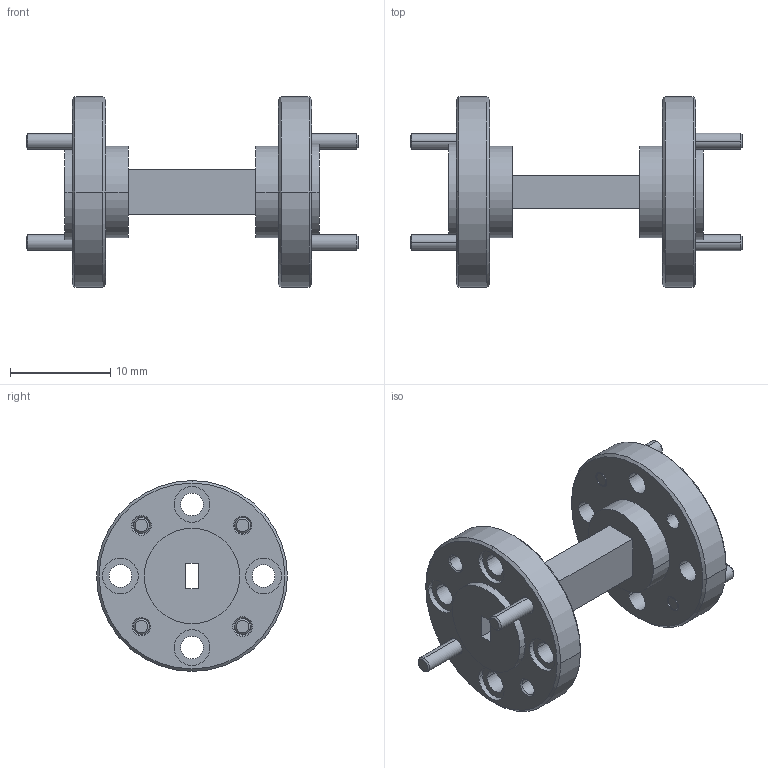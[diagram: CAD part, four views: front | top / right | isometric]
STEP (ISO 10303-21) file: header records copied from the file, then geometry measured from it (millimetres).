
FILE_DESCRIPTION (( 'STEP AP203' ), '1' );
FILE_NAME ('SWG-10010-FB.STEP', '2017-06-06T17:38:30', ( '' ), ( '' ), 'SwSTEP 2.0', 'SolidWorks 2013', '' );
FILE_SCHEMA (( 'CONFIG_CONTROL_DESIGN' ));
Length unit declared in the file: inch
Products named in the file (1): SWG-10010-FB
Bounding box: 33.15 x 19.05 x 19.05 mm (x, y, z)
Volume: 2269.9 mm3; surface area: 2442.4 mm2
Topology: 5 solids, 5 shells, 140 faces, 330 edges, 214 vertices
Faces by surface type: cylinder 68, cone 40, plane 32
Entity records: 4247 total; most frequent: DIRECTION 810, CARTESIAN_POINT 685, ORIENTED_EDGE 660, AXIS2_PLACEMENT_3D 339, EDGE_CURVE 330, VERTEX_POINT 214, CIRCLE 198, EDGE_LOOP 188
